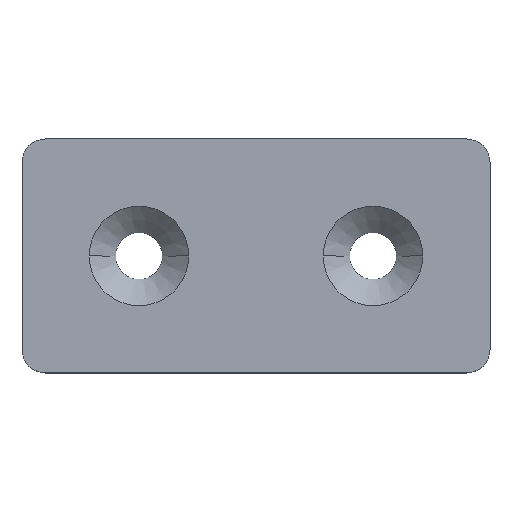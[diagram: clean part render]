
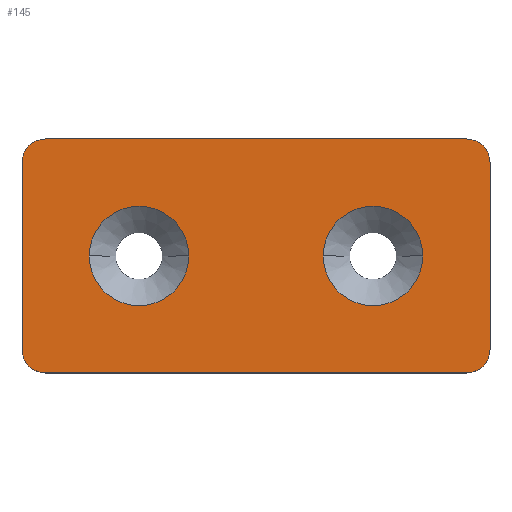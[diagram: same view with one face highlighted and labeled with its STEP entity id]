
A CAD part, top view. The second image highlights one B-rep face of the part: STEP entity #145.
In plain terms, the highlighted planar face has unit normal (0, 0, 1).
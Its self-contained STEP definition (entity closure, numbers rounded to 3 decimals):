
#1 = CARTESIAN_POINT ( 'NONE',  ( -20., -16., 4. ) ) ;
#21 = CARTESIAN_POINT ( 'NONE',  ( 56., 16., 4. ) ) ;
#23 = AXIS2_PLACEMENT_3D ( 'NONE', #422, #67, #343 ) ;
#24 = CIRCLE ( 'NONE', #440, 8.5 ) ;
#28 = CIRCLE ( 'NONE', #309, 4. ) ;
#29 = FACE_BOUND ( 'NONE', #353, .T. ) ;
#30 = VERTEX_POINT ( 'NONE', #58 ) ;
#31 = CARTESIAN_POINT ( 'NONE',  ( 0., 0., 4. ) ) ;
#32 = DIRECTION ( 'NONE',  ( -1., 0., 0. ) ) ;
#38 = DIRECTION ( 'NONE',  ( 0., 0., -1. ) ) ;
#44 = EDGE_CURVE ( 'NONE', #347, #281, #388, .T. ) ;
#52 = ORIENTED_EDGE ( 'NONE', *, *, #166, .T. ) ;
#57 = CARTESIAN_POINT ( 'NONE',  ( 0., 0., 4. ) ) ;
#58 = CARTESIAN_POINT ( 'NONE',  ( 60., 16., 4. ) ) ;
#59 = CARTESIAN_POINT ( 'NONE',  ( 60., -16., 4. ) ) ;
#65 = DIRECTION ( 'NONE',  ( 0., 0., -1. ) ) ;
#67 = DIRECTION ( 'NONE',  ( 0., 0., -1. ) ) ;
#73 = EDGE_LOOP ( 'NONE', ( #341, #401, #137, #308, #267, #119, #541, #239 ) ) ;
#78 = EDGE_CURVE ( 'NONE', #381, #576, #489, .T. ) ;
#83 = CARTESIAN_POINT ( 'NONE',  ( 8.5, 0., 4. ) ) ;
#89 = CARTESIAN_POINT ( 'NONE',  ( -16., 20., 4. ) ) ;
#91 = DIRECTION ( 'NONE',  ( -1., 0., 0. ) ) ;
#96 = DIRECTION ( 'NONE',  ( 0., 0., -1. ) ) ;
#97 = CARTESIAN_POINT ( 'NONE',  ( -16., -20., 4. ) ) ;
#116 = CARTESIAN_POINT ( 'NONE',  ( 56., -20., 4. ) ) ;
#119 = ORIENTED_EDGE ( 'NONE', *, *, #451, .T. ) ;
#122 = EDGE_CURVE ( 'NONE', #282, #289, #438, .T. ) ;
#126 = VECTOR ( 'NONE', #254, 1000. ) ;
#130 = VERTEX_POINT ( 'NONE', #221 ) ;
#131 = EDGE_CURVE ( 'NONE', #274, #130, #24, .T. ) ;
#137 = ORIENTED_EDGE ( 'NONE', *, *, #557, .F. ) ;
#145 = ADVANCED_FACE ( 'NONE', ( #29, #177, #287 ), #468, .T. ) ;
#147 = CARTESIAN_POINT ( 'NONE',  ( 48.5, 0., 4. ) ) ;
#153 = CARTESIAN_POINT ( 'NONE',  ( 31.5, 0., 4. ) ) ;
#155 = DIRECTION ( 'NONE',  ( 0., 0., -1. ) ) ;
#163 = CARTESIAN_POINT ( 'NONE',  ( 60., 0., 4. ) ) ;
#166 = EDGE_CURVE ( 'NONE', #289, #282, #250, .T. ) ;
#177 = FACE_BOUND ( 'NONE', #512, .T. ) ;
#187 = EDGE_CURVE ( 'NONE', #193, #281, #205, .T. ) ;
#190 = LINE ( 'NONE', #392, #517 ) ;
#193 = VERTEX_POINT ( 'NONE', #326 ) ;
#205 = LINE ( 'NONE', #514, #307 ) ;
#209 = CARTESIAN_POINT ( 'NONE',  ( -16., 16., 4. ) ) ;
#221 = CARTESIAN_POINT ( 'NONE',  ( -8.5, 0., 4. ) ) ;
#223 = CARTESIAN_POINT ( 'NONE',  ( -16., -16., 4. ) ) ;
#239 = ORIENTED_EDGE ( 'NONE', *, *, #575, .T. ) ;
#245 = EDGE_CURVE ( 'NONE', #130, #274, #428, .T. ) ;
#250 = CIRCLE ( 'NONE', #318, 8.5 ) ;
#254 = DIRECTION ( 'NONE',  ( 0., 1., 0. ) ) ;
#261 = DIRECTION ( 'NONE',  ( 0., 0., -1. ) ) ;
#262 = AXIS2_PLACEMENT_3D ( 'NONE', #209, #65, #432 ) ;
#267 = ORIENTED_EDGE ( 'NONE', *, *, #44, .F. ) ;
#269 = AXIS2_PLACEMENT_3D ( 'NONE', #463, #424, #586 ) ;
#274 = VERTEX_POINT ( 'NONE', #83 ) ;
#279 = CIRCLE ( 'NONE', #425, 4. ) ;
#281 = VERTEX_POINT ( 'NONE', #89 ) ;
#282 = VERTEX_POINT ( 'NONE', #153 ) ;
#286 = AXIS2_PLACEMENT_3D ( 'NONE', #334, #96, #91 ) ;
#287 = FACE_OUTER_BOUND ( 'NONE', #73, .T. ) ;
#289 = VERTEX_POINT ( 'NONE', #147 ) ;
#292 = DIRECTION ( 'NONE',  ( 0., -1., 0. ) ) ;
#306 = LINE ( 'NONE', #163, #126 ) ;
#307 = VECTOR ( 'NONE', #471, 1000. ) ;
#308 = ORIENTED_EDGE ( 'NONE', *, *, #187, .T. ) ;
#309 = AXIS2_PLACEMENT_3D ( 'NONE', #21, #261, #436 ) ;
#318 = AXIS2_PLACEMENT_3D ( 'NONE', #505, #415, #545 ) ;
#321 = VECTOR ( 'NONE', #292, 1000. ) ;
#324 = AXIS2_PLACEMENT_3D ( 'NONE', #31, #38, #32 ) ;
#326 = CARTESIAN_POINT ( 'NONE',  ( 56., 20., 4. ) ) ;
#332 = DIRECTION ( 'NONE',  ( -1., 0., 0. ) ) ;
#334 = CARTESIAN_POINT ( 'NONE',  ( 40., 0., 4. ) ) ;
#341 = ORIENTED_EDGE ( 'NONE', *, *, #78, .F. ) ;
#343 = DIRECTION ( 'NONE',  ( -1., 0., 0. ) ) ;
#347 = VERTEX_POINT ( 'NONE', #511 ) ;
#348 = DIRECTION ( 'NONE',  ( 1., 0., 0. ) ) ;
#352 = VERTEX_POINT ( 'NONE', #1 ) ;
#353 = EDGE_LOOP ( 'NONE', ( #585, #495 ) ) ;
#381 = VERTEX_POINT ( 'NONE', #59 ) ;
#388 = CIRCLE ( 'NONE', #262, 4. ) ;
#389 = VERTEX_POINT ( 'NONE', #97 ) ;
#390 = DIRECTION ( 'NONE',  ( -1., 0., 0. ) ) ;
#392 = CARTESIAN_POINT ( 'NONE',  ( 20., -20., 4. ) ) ;
#401 = ORIENTED_EDGE ( 'NONE', *, *, #408, .T. ) ;
#408 = EDGE_CURVE ( 'NONE', #381, #30, #306, .T. ) ;
#415 = DIRECTION ( 'NONE',  ( 0., 0., -1. ) ) ;
#422 = CARTESIAN_POINT ( 'NONE',  ( 56., -16., 4. ) ) ;
#424 = DIRECTION ( 'NONE',  ( 0., 0., 1. ) ) ;
#425 = AXIS2_PLACEMENT_3D ( 'NONE', #223, #565, #390 ) ;
#428 = CIRCLE ( 'NONE', #324, 8.5 ) ;
#432 = DIRECTION ( 'NONE',  ( -1., 0., 0. ) ) ;
#436 = DIRECTION ( 'NONE',  ( -1., 0., 0. ) ) ;
#438 = CIRCLE ( 'NONE', #286, 8.5 ) ;
#440 = AXIS2_PLACEMENT_3D ( 'NONE', #57, #155, #332 ) ;
#451 = EDGE_CURVE ( 'NONE', #347, #352, #453, .T. ) ;
#453 = LINE ( 'NONE', #479, #321 ) ;
#463 = CARTESIAN_POINT ( 'NONE',  ( 20., 0., 4. ) ) ;
#468 = PLANE ( 'NONE',  #269 ) ;
#471 = DIRECTION ( 'NONE',  ( -1., 0., 0. ) ) ;
#479 = CARTESIAN_POINT ( 'NONE',  ( -20., 0., 4. ) ) ;
#489 = CIRCLE ( 'NONE', #23, 4. ) ;
#491 = ORIENTED_EDGE ( 'NONE', *, *, #122, .T. ) ;
#495 = ORIENTED_EDGE ( 'NONE', *, *, #131, .T. ) ;
#505 = CARTESIAN_POINT ( 'NONE',  ( 40., 0., 4. ) ) ;
#511 = CARTESIAN_POINT ( 'NONE',  ( -20., 16., 4. ) ) ;
#512 = EDGE_LOOP ( 'NONE', ( #491, #52 ) ) ;
#514 = CARTESIAN_POINT ( 'NONE',  ( 20., 20., 4. ) ) ;
#517 = VECTOR ( 'NONE', #348, 1000. ) ;
#541 = ORIENTED_EDGE ( 'NONE', *, *, #544, .F. ) ;
#544 = EDGE_CURVE ( 'NONE', #389, #352, #279, .T. ) ;
#545 = DIRECTION ( 'NONE',  ( -1., 0., 0. ) ) ;
#557 = EDGE_CURVE ( 'NONE', #193, #30, #28, .T. ) ;
#565 = DIRECTION ( 'NONE',  ( 0., 0., -1. ) ) ;
#575 = EDGE_CURVE ( 'NONE', #389, #576, #190, .T. ) ;
#576 = VERTEX_POINT ( 'NONE', #116 ) ;
#585 = ORIENTED_EDGE ( 'NONE', *, *, #245, .T. ) ;
#586 = DIRECTION ( 'NONE',  ( 1., 0., 0. ) ) ;
